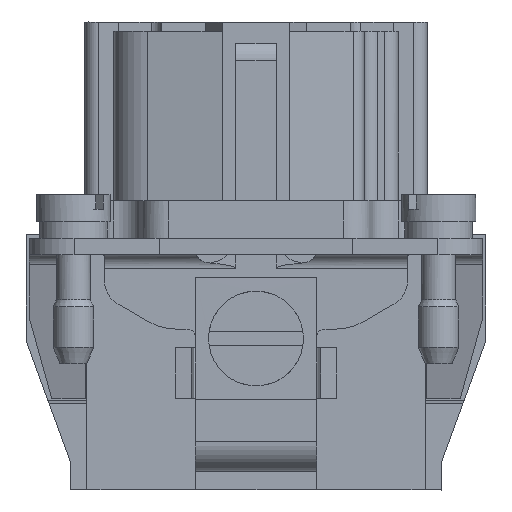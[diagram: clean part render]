
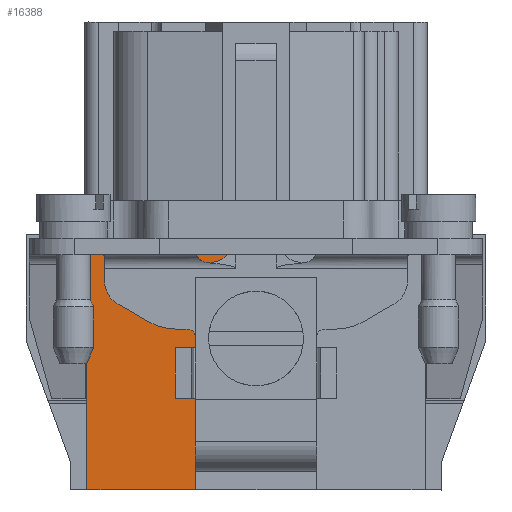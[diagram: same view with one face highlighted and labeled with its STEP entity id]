
A CAD part, left-side view. The second image highlights one B-rep face of the part: STEP entity #16388.
In plain terms, the highlighted planar face has unit normal (-1, 0, 0).
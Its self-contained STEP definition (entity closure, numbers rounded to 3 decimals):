
#13008=PLANE('',#53412);
#14498=FACE_OUTER_BOUND('',#19376,.T.);
#16388=ADVANCED_FACE('',(#14498),#13008,.T.);
#19376=EDGE_LOOP('',(#28164,#28165,#28166,#28167,#28168,#28169,#28170,#28171,
#28172,#28173,#28174,#28175,#28176,#28177,#28178,#28179,#28180,#28181,#28182,
#28183));
#28164=ORIENTED_EDGE('',*,*,#33610,.T.);
#28165=ORIENTED_EDGE('',*,*,#33483,.T.);
#28166=ORIENTED_EDGE('',*,*,#33482,.T.);
#28167=ORIENTED_EDGE('',*,*,#37478,.T.);
#28168=ORIENTED_EDGE('',*,*,#37287,.T.);
#28169=ORIENTED_EDGE('',*,*,#37479,.T.);
#28170=ORIENTED_EDGE('',*,*,#36081,.T.);
#28171=ORIENTED_EDGE('',*,*,#37399,.T.);
#28172=ORIENTED_EDGE('',*,*,#37280,.T.);
#28173=ORIENTED_EDGE('',*,*,#33756,.F.);
#28174=ORIENTED_EDGE('',*,*,#33649,.T.);
#28175=ORIENTED_EDGE('',*,*,#33648,.T.);
#28176=ORIENTED_EDGE('',*,*,#33646,.T.);
#28177=ORIENTED_EDGE('',*,*,#33655,.T.);
#28178=ORIENTED_EDGE('',*,*,#33628,.T.);
#28179=ORIENTED_EDGE('',*,*,#33625,.T.);
#28180=ORIENTED_EDGE('',*,*,#33622,.T.);
#28181=ORIENTED_EDGE('',*,*,#33619,.T.);
#28182=ORIENTED_EDGE('',*,*,#33616,.T.);
#28183=ORIENTED_EDGE('',*,*,#33612,.T.);
#30053=VERTEX_POINT('',#64679);
#30054=VERTEX_POINT('',#64680);
#30055=VERTEX_POINT('',#64682);
#30148=VERTEX_POINT('',#64976);
#30149=VERTEX_POINT('',#64980);
#30152=VERTEX_POINT('',#64988);
#30154=VERTEX_POINT('',#64994);
#30156=VERTEX_POINT('',#65000);
#30158=VERTEX_POINT('',#65006);
#30160=VERTEX_POINT('',#65012);
#30161=VERTEX_POINT('',#65016);
#30172=VERTEX_POINT('',#65050);
#30173=VERTEX_POINT('',#65056);
#30174=VERTEX_POINT('',#65058);
#30242=VERTEX_POINT('',#65317);
#31884=VERTEX_POINT('',#72875);
#31885=VERTEX_POINT('',#72877);
#32682=VERTEX_POINT('',#75409);
#32685=VERTEX_POINT('',#75421);
#32686=VERTEX_POINT('',#75423);
#33482=EDGE_CURVE('',#30053,#30054,#38500,.T.);
#33483=EDGE_CURVE('',#30055,#30053,#41876,.T.);
#33610=EDGE_CURVE('',#30148,#30055,#41970,.T.);
#33612=EDGE_CURVE('',#30149,#30148,#41971,.T.);
#33616=EDGE_CURVE('',#30152,#30149,#39794,.T.);
#33619=EDGE_CURVE('',#30154,#30152,#41976,.T.);
#33622=EDGE_CURVE('',#30156,#30154,#39796,.T.);
#33625=EDGE_CURVE('',#30158,#30156,#41980,.T.);
#33628=EDGE_CURVE('',#30160,#30158,#39798,.T.);
#33646=EDGE_CURVE('',#30172,#30161,#41994,.T.);
#33648=EDGE_CURVE('',#30173,#30172,#41996,.T.);
#33649=EDGE_CURVE('',#30174,#30173,#41997,.T.);
#33655=EDGE_CURVE('',#30161,#30160,#42002,.T.);
#33756=EDGE_CURVE('',#30174,#30242,#42069,.T.);
#36081=EDGE_CURVE('',#31885,#31884,#43487,.T.);
#37280=EDGE_CURVE('',#32682,#30242,#44426,.T.);
#37287=EDGE_CURVE('',#32686,#32685,#44433,.T.);
#37399=EDGE_CURVE('',#31884,#32682,#44537,.T.);
#37478=EDGE_CURVE('',#30054,#32686,#44602,.T.);
#37479=EDGE_CURVE('',#32685,#31885,#44603,.T.);
#38500=B_SPLINE_CURVE_WITH_KNOTS('',3,(#64675,#64676,#64677,#64678),
 .UNSPECIFIED.,.F.,.F.,(4,4),(0.,1.),.UNSPECIFIED.);
#39794=CIRCLE('',#51681,2.);
#39796=CIRCLE('',#51685,4.);
#39798=CIRCLE('',#51689,0.6);
#41876=LINE('',#64681,#45207);
#41970=LINE('',#64975,#45301);
#41971=LINE('',#64979,#45302);
#41976=LINE('',#64993,#45307);
#41980=LINE('',#65005,#45311);
#41994=LINE('',#65051,#45325);
#41996=LINE('',#65055,#45327);
#41997=LINE('',#65057,#45328);
#42002=LINE('',#65067,#45333);
#42069=LINE('',#65316,#45400);
#43487=LINE('',#72876,#47086);
#44426=LINE('',#75408,#48025);
#44433=LINE('',#75422,#48032);
#44537=LINE('',#75647,#48136);
#44602=LINE('',#75843,#48201);
#44603=LINE('',#75844,#48202);
#45207=VECTOR('',#54457,1.);
#45301=VECTOR('',#54675,1.);
#45302=VECTOR('',#54680,1.);
#45307=VECTOR('',#54693,1.);
#45311=VECTOR('',#54705,1.);
#45325=VECTOR('',#54745,1.);
#45327=VECTOR('',#54751,1.);
#45328=VECTOR('',#54752,1.);
#45333=VECTOR('',#54759,1.);
#45400=VECTOR('',#54938,1.);
#47086=VECTOR('',#58340,1.);
#48025=VECTOR('',#60559,1.);
#48032=VECTOR('',#60572,1.);
#48136=VECTOR('',#60810,1.);
#48201=VECTOR('',#61045,1.);
#48202=VECTOR('',#61046,1.);
#51681=AXIS2_PLACEMENT_3D('',#64987,#54687,#54688);
#51685=AXIS2_PLACEMENT_3D('',#64999,#54699,#54700);
#51689=AXIS2_PLACEMENT_3D('',#65011,#54711,#54712);
#53412=AXIS2_PLACEMENT_3D('',#75845,#61047,#61048);
#54457=DIRECTION('',(0.,0.,1.));
#54675=DIRECTION('',(0.,-1.,0.));
#54680=DIRECTION('',(0.,0.,1.));
#54687=DIRECTION('',(1.,0.,0.));
#54688=DIRECTION('',(0.,0.5,-0.866));
#54693=DIRECTION('',(0.,0.866,0.5));
#54699=DIRECTION('',(1.,0.,0.));
#54700=DIRECTION('',(0.,0.,-1.));
#54705=DIRECTION('',(0.,1.,0.));
#54711=DIRECTION('',(-1.,0.,0.));
#54712=DIRECTION('',(0.,-1.,0.));
#54745=DIRECTION('',(0.,0.,1.));
#54751=DIRECTION('',(0.,0.,1.));
#54752=DIRECTION('',(0.,0.,1.));
#54759=DIRECTION('',(0.,0.,1.));
#54938=DIRECTION('',(0.,-1.,0.));
#58340=DIRECTION('',(0.,0.,-1.));
#60559=DIRECTION('',(0.,0.,1.));
#60572=DIRECTION('',(0.,0.,1.));
#60810=DIRECTION('',(0.,-1.,0.));
#61045=DIRECTION('',(0.,1.,0.));
#61046=DIRECTION('',(0.,1.,0.));
#61047=DIRECTION('',(-1.,0.,0.));
#61048=DIRECTION('',(0.,0.,1.));
#64675=CARTESIAN_POINT('',(-31.65,1.5,0.));
#64676=CARTESIAN_POINT('',(-31.65,1.691,0.));
#64677=CARTESIAN_POINT('',(-31.65,1.883,0.));
#64678=CARTESIAN_POINT('',(-31.65,2.074,0.));
#64679=CARTESIAN_POINT('',(-31.65,1.5,0.));
#64680=CARTESIAN_POINT('',(-31.658,2.074,0.));
#64681=CARTESIAN_POINT('',(-31.65,1.5,-1.));
#64682=CARTESIAN_POINT('',(-31.65,1.5,-1.));
#64975=CARTESIAN_POINT('',(-31.65,11.2,-1.));
#64976=CARTESIAN_POINT('',(-31.65,11.2,-1.));
#64979=CARTESIAN_POINT('',(-31.65,11.2,-1.92));
#64980=CARTESIAN_POINT('',(-31.65,11.2,-1.92));
#64987=CARTESIAN_POINT('',(-31.65,9.2,-1.92));
#64988=CARTESIAN_POINT('',(-31.65,10.2,-3.652));
#64993=CARTESIAN_POINT('',(-31.65,7.928,-4.964));
#64994=CARTESIAN_POINT('',(-31.65,7.928,-4.964));
#64999=CARTESIAN_POINT('',(-31.65,5.928,-1.5));
#65000=CARTESIAN_POINT('',(-31.65,5.928,-5.5));
#65005=CARTESIAN_POINT('',(-31.65,5.1,-5.5));
#65006=CARTESIAN_POINT('',(-31.65,5.1,-5.5));
#65011=CARTESIAN_POINT('',(-31.65,5.1,-6.1));
#65012=CARTESIAN_POINT('',(-31.65,4.5,-6.1));
#65016=CARTESIAN_POINT('',(-31.65,4.502,-6.9));
#65050=CARTESIAN_POINT('',(-31.65,4.503,-10.6));
#65051=CARTESIAN_POINT('',(-31.65,4.504,-10.6));
#65055=CARTESIAN_POINT('',(-31.65,4.5,-13.8));
#65056=CARTESIAN_POINT('',(-31.65,4.5,-13.8));
#65057=CARTESIAN_POINT('',(-31.65,4.5,-17.972));
#65058=CARTESIAN_POINT('',(-31.65,4.5,-15.76));
#65067=CARTESIAN_POINT('',(-31.65,4.5,-6.9));
#65316=CARTESIAN_POINT('',(-31.65,4.5,-15.76));
#65317=CARTESIAN_POINT('',(-31.65,4.47,-15.76));
#72875=CARTESIAN_POINT('',(-31.65,12.5,-17.4));
#72876=CARTESIAN_POINT('',(-31.65,12.5,1.2));
#72877=CARTESIAN_POINT('',(-31.65,12.5,1.2));
#75408=CARTESIAN_POINT('',(-31.65,4.47,-17.972));
#75409=CARTESIAN_POINT('',(-31.65,4.47,-17.4));
#75421=CARTESIAN_POINT('',(-31.65,4.58,1.2));
#75422=CARTESIAN_POINT('',(-31.65,4.58,1.2));
#75423=CARTESIAN_POINT('',(-31.65,4.58,0.));
#75647=CARTESIAN_POINT('',(-31.65,11.7,-17.4));
#75843=CARTESIAN_POINT('',(-31.65,-4.3,0.));
#75844=CARTESIAN_POINT('',(-31.65,4.3,1.2));
#75845=CARTESIAN_POINT('',(-31.65,-13.6,-17.972));
